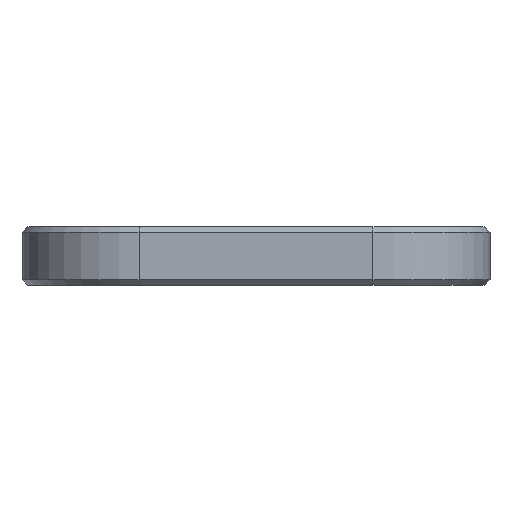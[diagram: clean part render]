
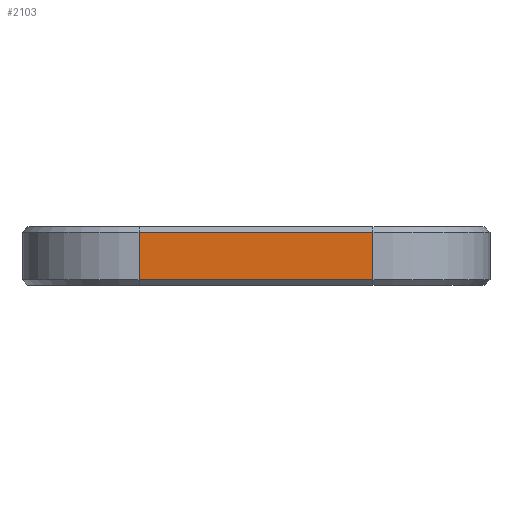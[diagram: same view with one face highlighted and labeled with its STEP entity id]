
A CAD part, front view. The second image highlights one B-rep face of the part: STEP entity #2103.
In plain terms, the highlighted planar face has unit normal (0, -1, 0).
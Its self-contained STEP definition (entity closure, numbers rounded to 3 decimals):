
#158 = PLANE('',#159);
#159 = AXIS2_PLACEMENT_3D('',#160,#161,#162);
#160 = CARTESIAN_POINT('',(0.,-6.1,0.15));
#161 = DIRECTION('',(0.,-0.707,-0.707
    ));
#162 = DIRECTION('',(-1.,0.,0.));
#848 = VERTEX_POINT('',#849);
#849 = CARTESIAN_POINT('',(12.5,-6.25,0.3));
#885 = CYLINDRICAL_SURFACE('',#886,6.25);
#886 = AXIS2_PLACEMENT_3D('',#887,#888,#889);
#887 = CARTESIAN_POINT('',(12.5,0.,0.));
#888 = DIRECTION('',(-0.,-0.,-1.));
#889 = DIRECTION('',(1.,0.,0.));
#957 = VERTEX_POINT('',#958);
#958 = CARTESIAN_POINT('',(0.,-6.25,0.3));
#979 = EDGE_CURVE('',#957,#848,#980,.T.);
#980 = SURFACE_CURVE('',#981,(#985,#992),.PCURVE_S1.);
#981 = LINE('',#982,#983);
#982 = CARTESIAN_POINT('',(0.,-6.25,0.3));
#983 = VECTOR('',#984,1.);
#984 = DIRECTION('',(1.,0.,0.));
#985 = PCURVE('',#158,#986);
#986 = DEFINITIONAL_REPRESENTATION('',(#987),#991);
#987 = LINE('',#988,#989);
#988 = CARTESIAN_POINT('',(0.,-0.212));
#989 = VECTOR('',#990,1.);
#990 = DIRECTION('',(-1.,0.));
#991 = ( GEOMETRIC_REPRESENTATION_CONTEXT(2) 
PARAMETRIC_REPRESENTATION_CONTEXT() REPRESENTATION_CONTEXT('2D SPACE',''
  ) );
#992 = PCURVE('',#993,#998);
#993 = PLANE('',#994);
#994 = AXIS2_PLACEMENT_3D('',#995,#996,#997);
#995 = CARTESIAN_POINT('',(0.,-6.25,0.));
#996 = DIRECTION('',(0.,1.,0.));
#997 = DIRECTION('',(1.,0.,0.));
#998 = DEFINITIONAL_REPRESENTATION('',(#999),#1003);
#999 = LINE('',#1000,#1001);
#1000 = CARTESIAN_POINT('',(0.,-0.3));
#1001 = VECTOR('',#1002,1.);
#1002 = DIRECTION('',(1.,0.));
#1003 = ( GEOMETRIC_REPRESENTATION_CONTEXT(2) 
PARAMETRIC_REPRESENTATION_CONTEXT() REPRESENTATION_CONTEXT('2D SPACE',''
  ) );
#1026 = CYLINDRICAL_SURFACE('',#1027,6.25);
#1027 = AXIS2_PLACEMENT_3D('',#1028,#1029,#1030);
#1028 = CARTESIAN_POINT('',(0.,0.,0.));
#1029 = DIRECTION('',(-0.,-0.,-1.));
#1030 = DIRECTION('',(1.,0.,0.));
#1998 = EDGE_CURVE('',#848,#1999,#2001,.T.);
#1999 = VERTEX_POINT('',#2000);
#2000 = CARTESIAN_POINT('',(12.5,-6.25,2.825));
#2001 = SURFACE_CURVE('',#2002,(#2006,#2013),.PCURVE_S1.);
#2002 = LINE('',#2003,#2004);
#2003 = CARTESIAN_POINT('',(12.5,-6.25,0.));
#2004 = VECTOR('',#2005,1.);
#2005 = DIRECTION('',(0.,0.,1.));
#2006 = PCURVE('',#885,#2007);
#2007 = DEFINITIONAL_REPRESENTATION('',(#2008),#2012);
#2008 = LINE('',#2009,#2010);
#2009 = CARTESIAN_POINT('',(-4.712,0.));
#2010 = VECTOR('',#2011,1.);
#2011 = DIRECTION('',(-0.,-1.));
#2012 = ( GEOMETRIC_REPRESENTATION_CONTEXT(2) 
PARAMETRIC_REPRESENTATION_CONTEXT() REPRESENTATION_CONTEXT('2D SPACE',''
  ) );
#2013 = PCURVE('',#993,#2014);
#2014 = DEFINITIONAL_REPRESENTATION('',(#2015),#2019);
#2015 = LINE('',#2016,#2017);
#2016 = CARTESIAN_POINT('',(12.5,0.));
#2017 = VECTOR('',#2018,1.);
#2018 = DIRECTION('',(0.,-1.));
#2019 = ( GEOMETRIC_REPRESENTATION_CONTEXT(2) 
PARAMETRIC_REPRESENTATION_CONTEXT() REPRESENTATION_CONTEXT('2D SPACE',''
  ) );
#2103 = ADVANCED_FACE('',(#2104),#993,.F.);
#2104 = FACE_BOUND('',#2105,.F.);
#2105 = EDGE_LOOP('',(#2106,#2129,#2155,#2156));
#2106 = ORIENTED_EDGE('',*,*,#2107,.T.);
#2107 = EDGE_CURVE('',#957,#2108,#2110,.T.);
#2108 = VERTEX_POINT('',#2109);
#2109 = CARTESIAN_POINT('',(0.,-6.25,2.825));
#2110 = SURFACE_CURVE('',#2111,(#2115,#2122),.PCURVE_S1.);
#2111 = LINE('',#2112,#2113);
#2112 = CARTESIAN_POINT('',(0.,-6.25,0.));
#2113 = VECTOR('',#2114,1.);
#2114 = DIRECTION('',(0.,0.,1.));
#2115 = PCURVE('',#993,#2116);
#2116 = DEFINITIONAL_REPRESENTATION('',(#2117),#2121);
#2117 = LINE('',#2118,#2119);
#2118 = CARTESIAN_POINT('',(0.,0.));
#2119 = VECTOR('',#2120,1.);
#2120 = DIRECTION('',(0.,-1.));
#2121 = ( GEOMETRIC_REPRESENTATION_CONTEXT(2) 
PARAMETRIC_REPRESENTATION_CONTEXT() REPRESENTATION_CONTEXT('2D SPACE',''
  ) );
#2122 = PCURVE('',#1026,#2123);
#2123 = DEFINITIONAL_REPRESENTATION('',(#2124),#2128);
#2124 = LINE('',#2125,#2126);
#2125 = CARTESIAN_POINT('',(-4.712,0.));
#2126 = VECTOR('',#2127,1.);
#2127 = DIRECTION('',(-0.,-1.));
#2128 = ( GEOMETRIC_REPRESENTATION_CONTEXT(2) 
PARAMETRIC_REPRESENTATION_CONTEXT() REPRESENTATION_CONTEXT('2D SPACE',''
  ) );
#2129 = ORIENTED_EDGE('',*,*,#2130,.T.);
#2130 = EDGE_CURVE('',#2108,#1999,#2131,.T.);
#2131 = SURFACE_CURVE('',#2132,(#2136,#2143),.PCURVE_S1.);
#2132 = LINE('',#2133,#2134);
#2133 = CARTESIAN_POINT('',(0.,-6.25,2.825));
#2134 = VECTOR('',#2135,1.);
#2135 = DIRECTION('',(1.,0.,0.));
#2136 = PCURVE('',#993,#2137);
#2137 = DEFINITIONAL_REPRESENTATION('',(#2138),#2142);
#2138 = LINE('',#2139,#2140);
#2139 = CARTESIAN_POINT('',(0.,-2.825));
#2140 = VECTOR('',#2141,1.);
#2141 = DIRECTION('',(1.,0.));
#2142 = ( GEOMETRIC_REPRESENTATION_CONTEXT(2) 
PARAMETRIC_REPRESENTATION_CONTEXT() REPRESENTATION_CONTEXT('2D SPACE',''
  ) );
#2143 = PCURVE('',#2144,#2149);
#2144 = PLANE('',#2145);
#2145 = AXIS2_PLACEMENT_3D('',#2146,#2147,#2148);
#2146 = CARTESIAN_POINT('',(0.,-6.1,2.975));
#2147 = DIRECTION('',(0.,0.707,-0.707));
#2148 = DIRECTION('',(-1.,-0.,-0.));
#2149 = DEFINITIONAL_REPRESENTATION('',(#2150),#2154);
#2150 = LINE('',#2151,#2152);
#2151 = CARTESIAN_POINT('',(-0.,-0.212));
#2152 = VECTOR('',#2153,1.);
#2153 = DIRECTION('',(-1.,0.));
#2154 = ( GEOMETRIC_REPRESENTATION_CONTEXT(2) 
PARAMETRIC_REPRESENTATION_CONTEXT() REPRESENTATION_CONTEXT('2D SPACE',''
  ) );
#2155 = ORIENTED_EDGE('',*,*,#1998,.F.);
#2156 = ORIENTED_EDGE('',*,*,#979,.F.);
